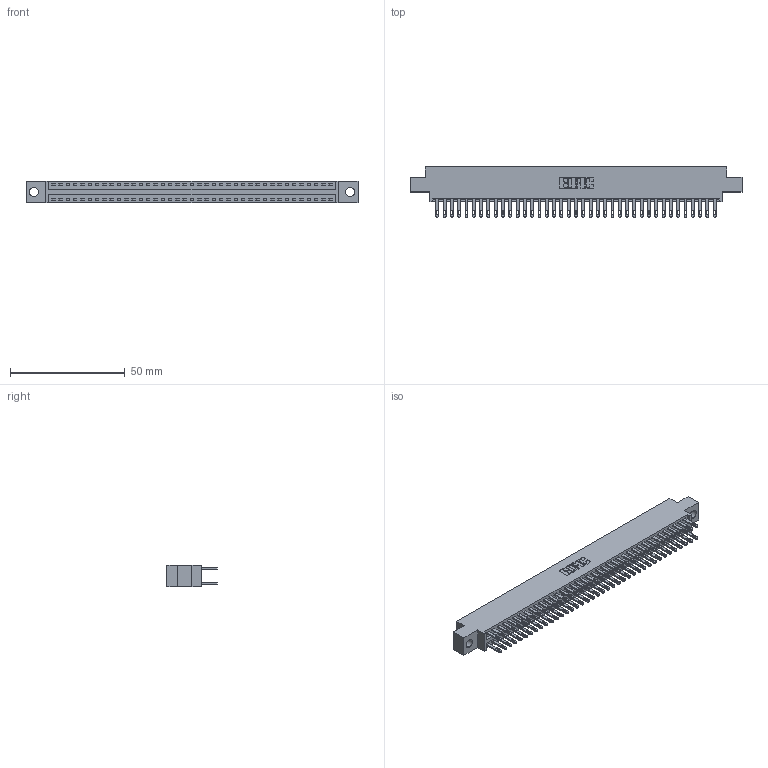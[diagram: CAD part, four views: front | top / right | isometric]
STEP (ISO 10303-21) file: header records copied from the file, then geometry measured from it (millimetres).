
FILE_DESCRIPTION (( 'STEP AP203' ), '1' );
FILE_NAME ('896-078-500-804.STEP', '2021-07-28T01:56:15', ( '' ), ( '' ), 'SwSTEP 2.0', 'SolidWorks 2020', '' );
FILE_SCHEMA (( 'CONFIG_CONTROL_DESIGN' ));
Length unit declared in the file: inch
Products named in the file (3): 846 Part_0.170 Offset - 0.156 Dia-TH; 896-078-500-804; 345-292-001_345-293-100
Assembly tree (79 placements, depth 2):
  896-078-500-804
    846 Part_0.170 Offset - 0.156 Dia-TH
    345-292-001_345-293-100  x78
Bounding box: 144.4 x 21.84 x 9.4 mm (x, y, z)
Volume: 14053.3 mm3; surface area: 20079.4 mm2
Topology: 79 solids, 79 shells, 3870 faces, 11807 edges, 7870 vertices
Faces by surface type: plane 2342, cylinder 1528
Entity records: 25921 total; most frequent: CARTESIAN_POINT 4276, ORIENTED_EDGE 4210, DIRECTION 3821, EDGE_CURVE 2105, LINE 1813, VECTOR 1813, VERTEX_POINT 1402, AXIS2_PLACEMENT_3D 1004
